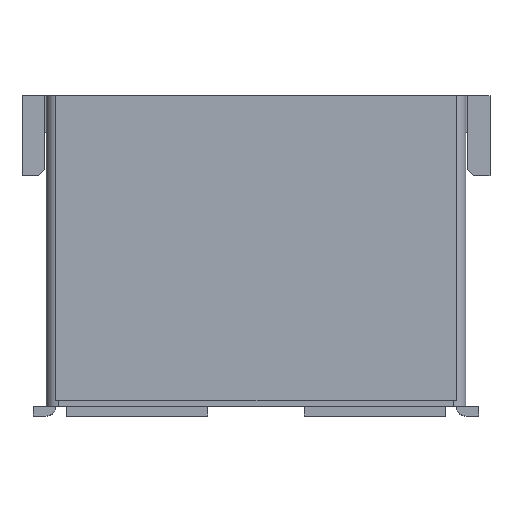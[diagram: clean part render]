
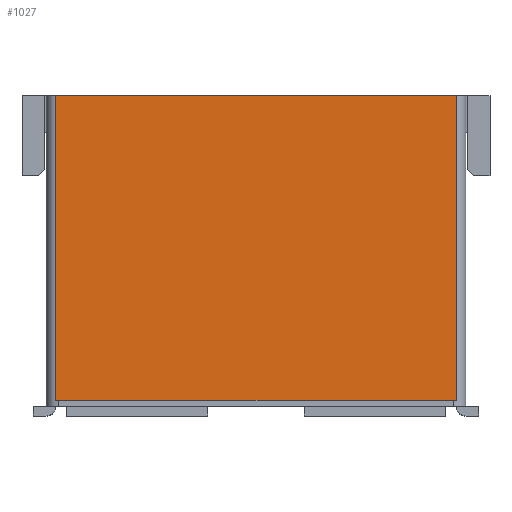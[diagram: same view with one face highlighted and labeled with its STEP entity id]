
A CAD part, top view. The second image highlights one B-rep face of the part: STEP entity #1027.
In plain terms, the highlighted face is planar.
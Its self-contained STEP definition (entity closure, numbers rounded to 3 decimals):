
#1027 = ADVANCED_FACE( '', ( #2293 ), #2294, .T. );
#2293 = FACE_OUTER_BOUND( '', #3836, .T. );
#2294 = PLANE( '', #3837 );
#3836 = EDGE_LOOP( '', ( #6615, #6616, #6617, #6618 ) );
#3837 = AXIS2_PLACEMENT_3D( '', #6619, #6620, #6621 );
#6615 = ORIENTED_EDGE( '', *, *, #10756, .T. );
#6616 = ORIENTED_EDGE( '', *, *, #9966, .T. );
#6617 = ORIENTED_EDGE( '', *, *, #10757, .T. );
#6618 = ORIENTED_EDGE( '', *, *, #9860, .T. );
#6619 = CARTESIAN_POINT( '', ( 0., 0.18, 0. ) );
#6620 = DIRECTION( '', ( 0., 1., 0. ) );
#6621 = DIRECTION( '', ( 0., 0., 1. ) );
#9860 = EDGE_CURVE( '', #11958, #11956, #11959, .T. );
#9966 = EDGE_CURVE( '', #12153, #12151, #12154, .T. );
#10756 = EDGE_CURVE( '', #11956, #12153, #13420, .T. );
#10757 = EDGE_CURVE( '', #12151, #11958, #13421, .T. );
#11956 = VERTEX_POINT( '', #14983 );
#11958 = VERTEX_POINT( '', #14986 );
#11959 = LINE( '', #14987, #14988 );
#12151 = VERTEX_POINT( '', #15265 );
#12153 = VERTEX_POINT( '', #15268 );
#12154 = LINE( '', #15269, #15270 );
#13420 = LINE( '', #17069, #17070 );
#13421 = LINE( '', #17071, #17072 );
#14983 = CARTESIAN_POINT( '', ( -6.25, 0.18, -4.75 ) );
#14986 = CARTESIAN_POINT( '', ( 6.25, 0.18, -4.75 ) );
#14987 = CARTESIAN_POINT( '', ( 6.25, 0.18, -4.75 ) );
#14988 = VECTOR( '', #18850, 1000. );
#15265 = CARTESIAN_POINT( '', ( 6.25, 0.18, 4.75 ) );
#15268 = CARTESIAN_POINT( '', ( -6.25, 0.18, 4.75 ) );
#15269 = CARTESIAN_POINT( '', ( -6.25, 0.18, 4.75 ) );
#15270 = VECTOR( '', #18967, 1000. );
#17069 = CARTESIAN_POINT( '', ( -6.25, 0.18, -4.75 ) );
#17070 = VECTOR( '', #19795, 1000. );
#17071 = CARTESIAN_POINT( '', ( 6.25, 0.18, 4.75 ) );
#17072 = VECTOR( '', #19796, 1000. );
#18850 = DIRECTION( '', ( -1., 0., 0. ) );
#18967 = DIRECTION( '', ( 1., 0., 0. ) );
#19795 = DIRECTION( '', ( 0., 0., 1. ) );
#19796 = DIRECTION( '', ( 0., 0., -1. ) );
